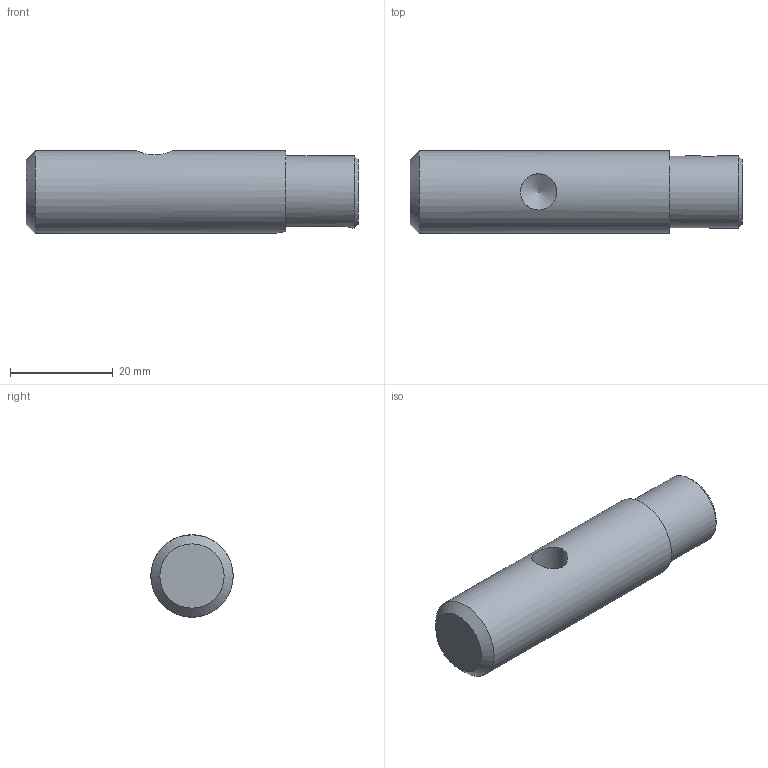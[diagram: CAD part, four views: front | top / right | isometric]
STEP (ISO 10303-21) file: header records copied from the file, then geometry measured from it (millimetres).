
FILE_DESCRIPTION(/* description */ (''),/* implementation_level */ '2;1');
FILE_NAME(/* name */ 'Axle.step',/* time_stamp */ '2023-11-03T00:22:39+01:00',/* author */ (''),/* organization */ (''),/* preprocessor_version */ 'ST-DEVELOPER v20',/* originating_system */ 'Autodesk Translation Framework v12.14.0.127',/* authorisation */ '');
FILE_SCHEMA (('AUTOMOTIVE_DESIGN { 1 0 10303 214 3 1 1 }'));
Length unit declared in the file: millimetre
Products named in the file (1): Axle
Bounding box: 64.5 x 16 x 16 mm (x, y, z)
Volume: 11702.2 mm3; surface area: 3777.9 mm2
Topology: 1 solids, 1 shells, 17 faces, 44 edges, 28 vertices
Faces by surface type: cylinder 6, plane 6, cone 5
Full cylindrical faces by diameter (mm): 1.623 x1, 7.035 x1, 14 x1, 16 x1
Entity records: 625 total; most frequent: CARTESIAN_POINT 191, ORIENTED_EDGE 82, DIRECTION 82, EDGE_CURVE 41, AXIS2_PLACEMENT_3D 31, VERTEX_POINT 28, LINE 20, VECTOR 20
